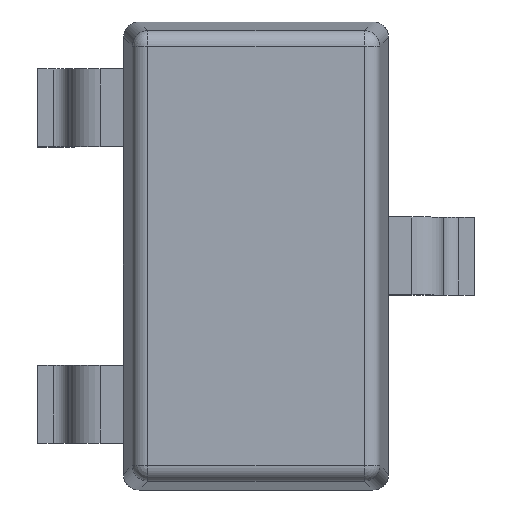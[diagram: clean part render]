
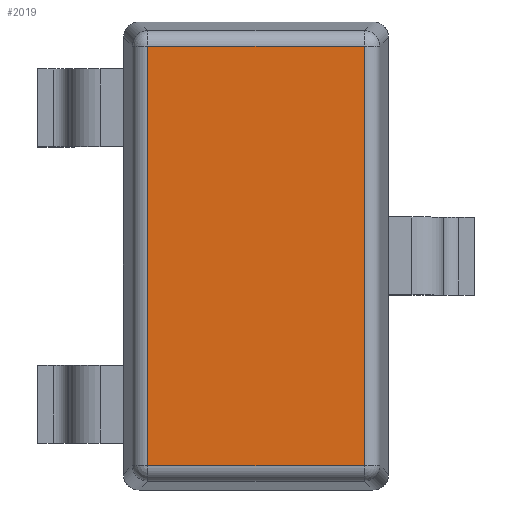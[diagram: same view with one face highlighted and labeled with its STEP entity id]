
A CAD part, top view. The second image highlights one B-rep face of the part: STEP entity #2019.
In plain terms, the highlighted planar face has unit normal (0, 0, 1).
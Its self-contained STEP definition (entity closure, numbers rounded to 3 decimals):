
#1674 = VERTEX_POINT('',#1675);
#1675 = CARTESIAN_POINT('',(0.156,0.156,1.45));
#1682 = EDGE_CURVE('',#1674,#1683,#1685,.T.);
#1683 = VERTEX_POINT('',#1684);
#1684 = CARTESIAN_POINT('',(0.156,2.844,1.45));
#1685 = LINE('',#1686,#1687);
#1686 = CARTESIAN_POINT('',(0.156,0.066,1.45));
#1687 = VECTOR('',#1688,1.);
#1688 = DIRECTION('',(0.,1.,-0.));
#2019 = ADVANCED_FACE('',(#2020),#2045,.T.);
#2020 = FACE_BOUND('',#2021,.T.);
#2021 = EDGE_LOOP('',(#2022,#2023,#2031,#2039));
#2022 = ORIENTED_EDGE('',*,*,#1682,.F.);
#2023 = ORIENTED_EDGE('',*,*,#2024,.T.);
#2024 = EDGE_CURVE('',#1674,#2025,#2027,.T.);
#2025 = VERTEX_POINT('',#2026);
#2026 = CARTESIAN_POINT('',(1.544,0.156,1.45));
#2027 = LINE('',#2028,#2029);
#2028 = CARTESIAN_POINT('',(0.066,0.156,1.45));
#2029 = VECTOR('',#2030,1.);
#2030 = DIRECTION('',(1.,-0.,0.));
#2031 = ORIENTED_EDGE('',*,*,#2032,.T.);
#2032 = EDGE_CURVE('',#2025,#2033,#2035,.T.);
#2033 = VERTEX_POINT('',#2034);
#2034 = CARTESIAN_POINT('',(1.544,2.844,1.45));
#2035 = LINE('',#2036,#2037);
#2036 = CARTESIAN_POINT('',(1.544,0.066,1.45));
#2037 = VECTOR('',#2038,1.);
#2038 = DIRECTION('',(0.,1.,-0.));
#2039 = ORIENTED_EDGE('',*,*,#2040,.F.);
#2040 = EDGE_CURVE('',#1683,#2033,#2041,.T.);
#2041 = LINE('',#2042,#2043);
#2042 = CARTESIAN_POINT('',(0.066,2.844,1.45));
#2043 = VECTOR('',#2044,1.);
#2044 = DIRECTION('',(1.,0.,0.));
#2045 = PLANE('',#2046);
#2046 = AXIS2_PLACEMENT_3D('',#2047,#2048,#2049);
#2047 = CARTESIAN_POINT('',(0.,0.,1.45));
#2048 = DIRECTION('',(0.,0.,1.));
#2049 = DIRECTION('',(1.,0.,-0.));
